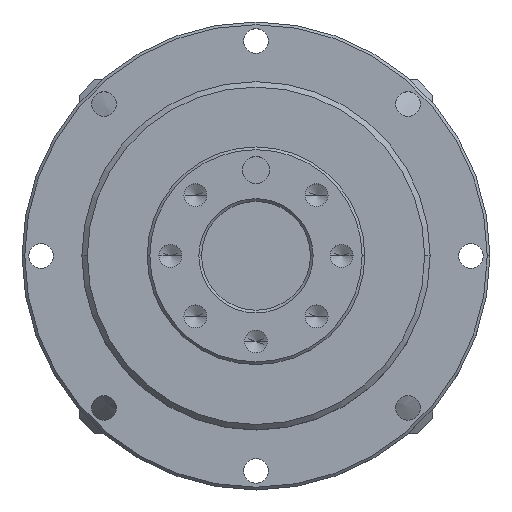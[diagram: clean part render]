
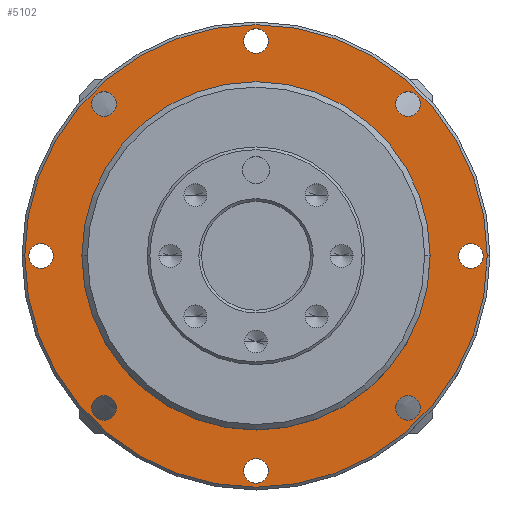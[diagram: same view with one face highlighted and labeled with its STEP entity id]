
A CAD part, top view. The second image highlights one B-rep face of the part: STEP entity #5102.
In plain terms, the highlighted planar face has unit normal (0, 0, 1).
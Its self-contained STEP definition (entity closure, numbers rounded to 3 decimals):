
#1711=CARTESIAN_POINT('',(0.,49.142,8.));
#1712=DIRECTION('',(0.,0.,1.));
#1713=DIRECTION('',(1.,0.,0.));
#1714=AXIS2_PLACEMENT_3D('',#1711,#1712,#1713);
#1716=CARTESIAN_POINT('',(0.,49.142,8.));
#1717=DIRECTION('',(0.,0.,1.));
#1718=DIRECTION('',(-1.,0.,0.));
#1719=AXIS2_PLACEMENT_3D('',#1716,#1717,#1718);
#1721=CARTESIAN_POINT('',(-39.5,49.142,8.));
#1722=DIRECTION('',(0.,0.,-1.));
#1723=DIRECTION('',(1.,0.,0.));
#1724=AXIS2_PLACEMENT_3D('',#1721,#1722,#1723);
#1726=CARTESIAN_POINT('',(-39.5,49.142,8.));
#1727=DIRECTION('',(0.,0.,-1.));
#1728=DIRECTION('',(-1.,0.,0.));
#1729=AXIS2_PLACEMENT_3D('',#1726,#1727,#1728);
#1731=CARTESIAN_POINT('',(-27.931,21.212,8.));
#1732=DIRECTION('',(0.,0.,-1.));
#1733=DIRECTION('',(1.,0.,0.));
#1734=AXIS2_PLACEMENT_3D('',#1731,#1732,#1733);
#1736=CARTESIAN_POINT('',(-27.931,21.212,8.));
#1737=DIRECTION('',(0.,0.,-1.));
#1738=DIRECTION('',(-1.,0.,0.));
#1739=AXIS2_PLACEMENT_3D('',#1736,#1737,#1738);
#1741=CARTESIAN_POINT('',(0.,9.642,8.));
#1742=DIRECTION('',(0.,0.,-1.));
#1743=DIRECTION('',(1.,0.,0.));
#1744=AXIS2_PLACEMENT_3D('',#1741,#1742,#1743);
#1746=CARTESIAN_POINT('',(0.,9.642,8.));
#1747=DIRECTION('',(0.,0.,-1.));
#1748=DIRECTION('',(-1.,0.,0.));
#1749=AXIS2_PLACEMENT_3D('',#1746,#1747,#1748);
#1751=CARTESIAN_POINT('',(27.931,21.212,8.));
#1752=DIRECTION('',(0.,0.,-1.));
#1753=DIRECTION('',(1.,0.,0.));
#1754=AXIS2_PLACEMENT_3D('',#1751,#1752,#1753);
#1756=CARTESIAN_POINT('',(27.931,21.212,8.));
#1757=DIRECTION('',(0.,0.,-1.));
#1758=DIRECTION('',(-1.,0.,0.));
#1759=AXIS2_PLACEMENT_3D('',#1756,#1757,#1758);
#1761=CARTESIAN_POINT('',(39.5,49.142,8.));
#1762=DIRECTION('',(0.,0.,-1.));
#1763=DIRECTION('',(1.,0.,0.));
#1764=AXIS2_PLACEMENT_3D('',#1761,#1762,#1763);
#1766=CARTESIAN_POINT('',(39.5,49.142,8.));
#1767=DIRECTION('',(0.,0.,-1.));
#1768=DIRECTION('',(-1.,0.,0.));
#1769=AXIS2_PLACEMENT_3D('',#1766,#1767,#1768);
#1771=CARTESIAN_POINT('',(27.931,77.073,8.));
#1772=DIRECTION('',(0.,0.,-1.));
#1773=DIRECTION('',(1.,0.,0.));
#1774=AXIS2_PLACEMENT_3D('',#1771,#1772,#1773);
#1776=CARTESIAN_POINT('',(27.931,77.073,8.));
#1777=DIRECTION('',(0.,0.,-1.));
#1778=DIRECTION('',(-1.,0.,0.));
#1779=AXIS2_PLACEMENT_3D('',#1776,#1777,#1778);
#1781=CARTESIAN_POINT('',(0.,88.642,8.));
#1782=DIRECTION('',(0.,0.,-1.));
#1783=DIRECTION('',(1.,0.,0.));
#1784=AXIS2_PLACEMENT_3D('',#1781,#1782,#1783);
#1786=CARTESIAN_POINT('',(0.,88.642,8.));
#1787=DIRECTION('',(0.,0.,-1.));
#1788=DIRECTION('',(-1.,0.,0.));
#1789=AXIS2_PLACEMENT_3D('',#1786,#1787,#1788);
#1791=CARTESIAN_POINT('',(-27.931,77.073,8.));
#1792=DIRECTION('',(0.,0.,-1.));
#1793=DIRECTION('',(1.,0.,0.));
#1794=AXIS2_PLACEMENT_3D('',#1791,#1792,#1793);
#1796=CARTESIAN_POINT('',(-27.931,77.073,8.));
#1797=DIRECTION('',(0.,0.,-1.));
#1798=DIRECTION('',(-1.,0.,0.));
#1799=AXIS2_PLACEMENT_3D('',#1796,#1797,#1798);
#1801=CARTESIAN_POINT('',(0.,49.142,8.));
#1802=DIRECTION('',(0.,0.,-1.));
#1803=DIRECTION('',(1.,0.,0.));
#1804=AXIS2_PLACEMENT_3D('',#1801,#1802,#1803);
#1806=CARTESIAN_POINT('',(0.,49.142,8.));
#1807=DIRECTION('',(0.,0.,-1.));
#1808=DIRECTION('',(-1.,0.,0.));
#1809=AXIS2_PLACEMENT_3D('',#1806,#1807,#1808);
#2704=CARTESIAN_POINT('',(-32.,49.142,8.));
#2705=VERTEX_POINT('',#2704);
#2706=CARTESIAN_POINT('',(32.,49.142,8.));
#2707=VERTEX_POINT('',#2706);
#2712=CARTESIAN_POINT('',(-25.681,77.073,8.));
#2714=VERTEX_POINT('',#2712);
#2716=CARTESIAN_POINT('',(-30.181,77.073,8.));
#2718=VERTEX_POINT('',#2716);
#2720=CARTESIAN_POINT('',(2.25,88.642,8.));
#2722=VERTEX_POINT('',#2720);
#2724=CARTESIAN_POINT('',(-2.25,88.642,8.));
#2726=VERTEX_POINT('',#2724);
#2728=CARTESIAN_POINT('',(30.181,77.073,8.));
#2730=VERTEX_POINT('',#2728);
#2732=CARTESIAN_POINT('',(25.681,77.073,8.));
#2734=VERTEX_POINT('',#2732);
#2736=CARTESIAN_POINT('',(41.75,49.142,8.));
#2738=VERTEX_POINT('',#2736);
#2740=CARTESIAN_POINT('',(37.25,49.142,8.));
#2742=VERTEX_POINT('',#2740);
#2744=CARTESIAN_POINT('',(30.181,21.212,8.));
#2746=VERTEX_POINT('',#2744);
#2748=CARTESIAN_POINT('',(25.681,21.212,8.));
#2750=VERTEX_POINT('',#2748);
#2752=CARTESIAN_POINT('',(2.25,9.642,8.));
#2754=VERTEX_POINT('',#2752);
#2756=CARTESIAN_POINT('',(-2.25,9.642,8.));
#2758=VERTEX_POINT('',#2756);
#2760=CARTESIAN_POINT('',(-25.681,21.212,8.));
#2762=VERTEX_POINT('',#2760);
#2764=CARTESIAN_POINT('',(-30.181,21.212,8.));
#2766=VERTEX_POINT('',#2764);
#2768=CARTESIAN_POINT('',(-37.25,49.142,8.));
#2770=VERTEX_POINT('',#2768);
#2772=CARTESIAN_POINT('',(-41.75,49.142,8.));
#2774=VERTEX_POINT('',#2772);
#2906=CARTESIAN_POINT('',(-42.5,49.142,8.));
#2907=VERTEX_POINT('',#2906);
#2908=CARTESIAN_POINT('',(42.5,49.142,8.));
#2909=VERTEX_POINT('',#2908);
#5038=CARTESIAN_POINT('',(43.,49.142,8.));
#5039=DIRECTION('',(0.,0.,1.));
#5040=DIRECTION('',(1.,0.,0.));
#5041=AXIS2_PLACEMENT_3D('',#5038,#5039,#5040);
#5042=PLANE('',#5041);
#5043=ORIENTED_EDGE('',*,*,#5028,.F.);
#5045=ORIENTED_EDGE('',*,*,#5044,.F.);
#5046=EDGE_LOOP('',(#5043,#5045));
#5047=FACE_OUTER_BOUND('',#5046,.F.);
#5049=ORIENTED_EDGE('',*,*,#5048,.F.);
#5051=ORIENTED_EDGE('',*,*,#5050,.F.);
#5052=EDGE_LOOP('',(#5049,#5051));
#5053=FACE_BOUND('',#5052,.F.);
#5055=ORIENTED_EDGE('',*,*,#5054,.F.);
#5057=ORIENTED_EDGE('',*,*,#5056,.F.);
#5058=EDGE_LOOP('',(#5055,#5057));
#5059=FACE_BOUND('',#5058,.F.);
#5061=ORIENTED_EDGE('',*,*,#5060,.F.);
#5063=ORIENTED_EDGE('',*,*,#5062,.F.);
#5064=EDGE_LOOP('',(#5061,#5063));
#5065=FACE_BOUND('',#5064,.F.);
#5067=ORIENTED_EDGE('',*,*,#5066,.F.);
#5069=ORIENTED_EDGE('',*,*,#5068,.F.);
#5070=EDGE_LOOP('',(#5067,#5069));
#5071=FACE_BOUND('',#5070,.F.);
#5073=ORIENTED_EDGE('',*,*,#5072,.F.);
#5075=ORIENTED_EDGE('',*,*,#5074,.F.);
#5076=EDGE_LOOP('',(#5073,#5075));
#5077=FACE_BOUND('',#5076,.F.);
#5079=ORIENTED_EDGE('',*,*,#5078,.F.);
#5081=ORIENTED_EDGE('',*,*,#5080,.F.);
#5082=EDGE_LOOP('',(#5079,#5081));
#5083=FACE_BOUND('',#5082,.F.);
#5085=ORIENTED_EDGE('',*,*,#5084,.F.);
#5087=ORIENTED_EDGE('',*,*,#5086,.F.);
#5088=EDGE_LOOP('',(#5085,#5087));
#5089=FACE_BOUND('',#5088,.F.);
#5091=ORIENTED_EDGE('',*,*,#5090,.F.);
#5093=ORIENTED_EDGE('',*,*,#5092,.F.);
#5094=EDGE_LOOP('',(#5091,#5093));
#5095=FACE_BOUND('',#5094,.F.);
#5097=ORIENTED_EDGE('',*,*,#5096,.F.);
#5099=ORIENTED_EDGE('',*,*,#5098,.F.);
#5100=EDGE_LOOP('',(#5097,#5099));
#5101=FACE_BOUND('',#5100,.F.);
#5102=ADVANCED_FACE('',(#5047,#5053,#5059,#5065,#5071,#5077,#5083,#5089,#5095,
#5101),#5042,.T.);
#1715=CIRCLE('',#1714,42.5);
#1720=CIRCLE('',#1719,42.5);
#1725=CIRCLE('',#1724,2.25);
#1730=CIRCLE('',#1729,2.25);
#1735=CIRCLE('',#1734,2.25);
#1740=CIRCLE('',#1739,2.25);
#1745=CIRCLE('',#1744,2.25);
#1750=CIRCLE('',#1749,2.25);
#1755=CIRCLE('',#1754,2.25);
#1760=CIRCLE('',#1759,2.25);
#1765=CIRCLE('',#1764,2.25);
#1770=CIRCLE('',#1769,2.25);
#1775=CIRCLE('',#1774,2.25);
#1780=CIRCLE('',#1779,2.25);
#1785=CIRCLE('',#1784,2.25);
#1790=CIRCLE('',#1789,2.25);
#1795=CIRCLE('',#1794,2.25);
#1800=CIRCLE('',#1799,2.25);
#1805=CIRCLE('',#1804,32.);
#1810=CIRCLE('',#1809,32.);
#5028=EDGE_CURVE('',#2909,#2907,#1715,.T.);
#5044=EDGE_CURVE('',#2907,#2909,#1720,.T.);
#5048=EDGE_CURVE('',#2770,#2774,#1725,.T.);
#5050=EDGE_CURVE('',#2774,#2770,#1730,.T.);
#5054=EDGE_CURVE('',#2762,#2766,#1735,.T.);
#5056=EDGE_CURVE('',#2766,#2762,#1740,.T.);
#5060=EDGE_CURVE('',#2754,#2758,#1745,.T.);
#5062=EDGE_CURVE('',#2758,#2754,#1750,.T.);
#5066=EDGE_CURVE('',#2746,#2750,#1755,.T.);
#5068=EDGE_CURVE('',#2750,#2746,#1760,.T.);
#5072=EDGE_CURVE('',#2738,#2742,#1765,.T.);
#5074=EDGE_CURVE('',#2742,#2738,#1770,.T.);
#5078=EDGE_CURVE('',#2730,#2734,#1775,.T.);
#5080=EDGE_CURVE('',#2734,#2730,#1780,.T.);
#5084=EDGE_CURVE('',#2722,#2726,#1785,.T.);
#5086=EDGE_CURVE('',#2726,#2722,#1790,.T.);
#5090=EDGE_CURVE('',#2714,#2718,#1795,.T.);
#5092=EDGE_CURVE('',#2718,#2714,#1800,.T.);
#5096=EDGE_CURVE('',#2707,#2705,#1805,.T.);
#5098=EDGE_CURVE('',#2705,#2707,#1810,.T.);
